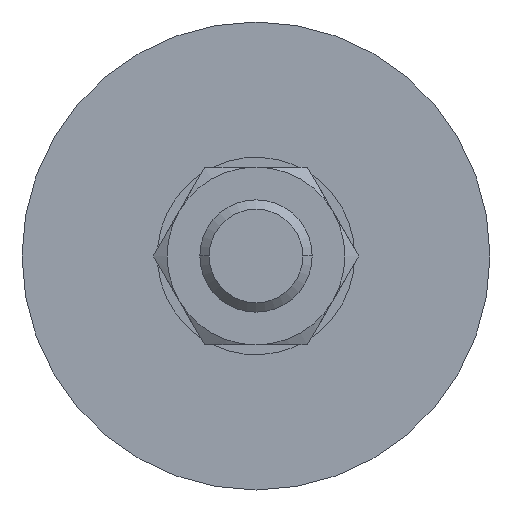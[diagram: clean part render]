
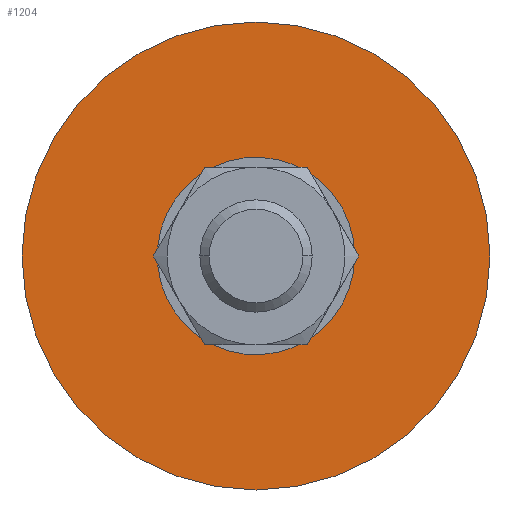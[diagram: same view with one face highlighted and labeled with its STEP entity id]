
A CAD part, front view. The second image highlights one B-rep face of the part: STEP entity #1204.
In plain terms, the highlighted planar face has unit normal (0, -1, 0).
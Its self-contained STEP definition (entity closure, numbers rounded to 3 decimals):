
#44 = VERTEX_POINT ( 'NONE', #1126 ) ;
#57 = DIRECTION ( 'NONE',  ( 0., -1., 0. ) ) ;
#227 = DIRECTION ( 'NONE',  ( 0., -1., 0. ) ) ;
#300 = ORIENTED_EDGE ( 'NONE', *, *, #2789, .T. ) ;
#303 = CIRCLE ( 'NONE', #2733, 25. ) ;
#420 = CARTESIAN_POINT ( 'NONE',  ( 152.5, -205., -145. ) ) ;
#519 = ORIENTED_EDGE ( 'NONE', *, *, #609, .F. ) ;
#535 = PLANE ( 'NONE',  #1827 ) ;
#589 = DIRECTION ( 'NONE',  ( -1., 0., 0. ) ) ;
#609 = EDGE_CURVE ( 'NONE', #44, #705, #1096, .T. ) ;
#676 = FACE_OUTER_BOUND ( 'NONE', #2091, .T. ) ;
#705 = VERTEX_POINT ( 'NONE', #1015 ) ;
#751 = ORIENTED_EDGE ( 'NONE', *, *, #1640, .T. ) ;
#824 = FACE_BOUND ( 'NONE', #1769, .T. ) ;
#875 = CARTESIAN_POINT ( 'NONE',  ( 152.5, -205., -120. ) ) ;
#901 = DIRECTION ( 'NONE',  ( -1., 0., 0. ) ) ;
#1015 = CARTESIAN_POINT ( 'NONE',  ( 146.5, -205., -120. ) ) ;
#1096 = CIRCLE ( 'NONE', #2199, 6. ) ;
#1126 = CARTESIAN_POINT ( 'NONE',  ( 158.5, -205., -120. ) ) ;
#1204 = ADVANCED_FACE ( 'NONE', ( #824, #676 ), #535, .F. ) ;
#1218 = DIRECTION ( 'NONE',  ( -1., 0., 0. ) ) ;
#1324 = CARTESIAN_POINT ( 'NONE',  ( 177.5, -205., -120. ) ) ;
#1334 = VERTEX_POINT ( 'NONE', #1324 ) ;
#1338 = AXIS2_PLACEMENT_3D ( 'NONE', #875, #227, #3003 ) ;
#1593 = CARTESIAN_POINT ( 'NONE',  ( 152.5, -205., -120. ) ) ;
#1621 = DIRECTION ( 'NONE',  ( 1., 0., 0. ) ) ;
#1635 = DIRECTION ( 'NONE',  ( 0., -1., 0. ) ) ;
#1640 = EDGE_CURVE ( 'NONE', #1334, #2574, #303, .T. ) ;
#1769 = EDGE_LOOP ( 'NONE', ( #3144, #519 ) ) ;
#1827 = AXIS2_PLACEMENT_3D ( 'NONE', #420, #2123, #1621 ) ;
#1905 = AXIS2_PLACEMENT_3D ( 'NONE', #2039, #57, #589 ) ;
#2033 = CIRCLE ( 'NONE', #1905, 6. ) ;
#2039 = CARTESIAN_POINT ( 'NONE',  ( 152.5, -205., -120. ) ) ;
#2091 = EDGE_LOOP ( 'NONE', ( #300, #751 ) ) ;
#2123 = DIRECTION ( 'NONE',  ( 0., 1., 0. ) ) ;
#2199 = AXIS2_PLACEMENT_3D ( 'NONE', #2369, #1635, #901 ) ;
#2369 = CARTESIAN_POINT ( 'NONE',  ( 152.5, -205., -120. ) ) ;
#2454 = DIRECTION ( 'NONE',  ( 0., -1., 0. ) ) ;
#2556 = CIRCLE ( 'NONE', #1338, 25. ) ;
#2572 = CARTESIAN_POINT ( 'NONE',  ( 127.5, -205., -120. ) ) ;
#2574 = VERTEX_POINT ( 'NONE', #2572 ) ;
#2698 = EDGE_CURVE ( 'NONE', #705, #44, #2033, .T. ) ;
#2733 = AXIS2_PLACEMENT_3D ( 'NONE', #1593, #2454, #1218 ) ;
#2789 = EDGE_CURVE ( 'NONE', #2574, #1334, #2556, .T. ) ;
#3003 = DIRECTION ( 'NONE',  ( -1., 0., 0. ) ) ;
#3144 = ORIENTED_EDGE ( 'NONE', *, *, #2698, .F. ) ;
